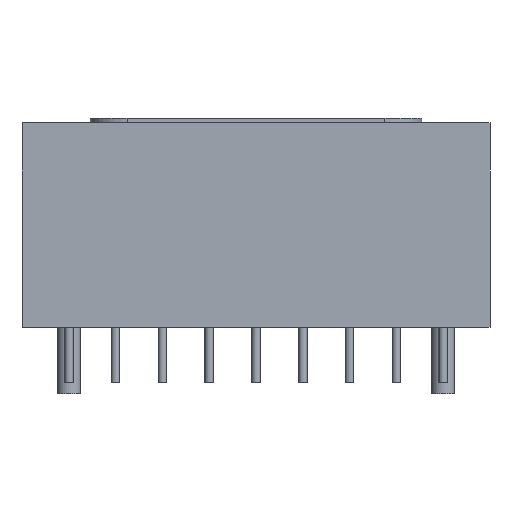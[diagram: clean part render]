
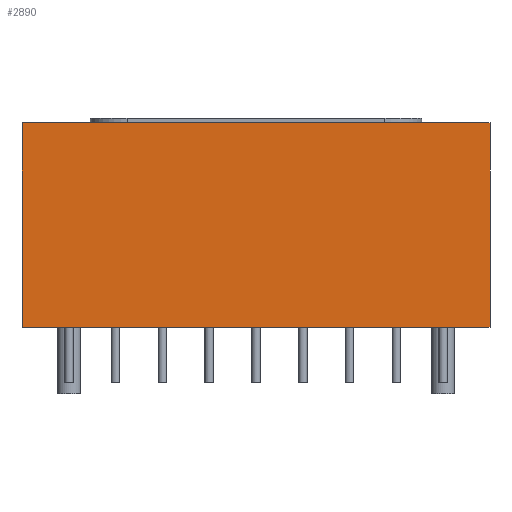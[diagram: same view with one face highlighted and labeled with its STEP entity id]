
A CAD part, front view. The second image highlights one B-rep face of the part: STEP entity #2890.
In plain terms, the highlighted planar face has unit normal (0, -1, 0).
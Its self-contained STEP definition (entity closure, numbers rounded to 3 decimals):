
#311=FACE_OUTER_BOUND($,#511,.T.);
#511=EDGE_LOOP($,(#2151,#2152,#2153,#2154));
#783=LINE($,#4645,#1055);
#804=LINE($,#4698,#1076);
#806=LINE($,#4702,#1078);
#807=LINE($,#4703,#1079);
#1055=VECTOR($,#3683,25.4);
#1076=VECTOR($,#3726,11.1);
#1078=VECTOR($,#3730,11.1);
#1079=VECTOR($,#3731,25.4);
#1363=VERTEX_POINT($,#4641);
#1364=VERTEX_POINT($,#4643);
#1385=VERTEX_POINT($,#4697);
#1386=VERTEX_POINT($,#4701);
#1659=EDGE_CURVE($,#1363,#1364,#783,.T.);
#1690=EDGE_CURVE($,#1385,#1363,#804,.T.);
#1692=EDGE_CURVE($,#1386,#1364,#806,.T.);
#1693=EDGE_CURVE($,#1385,#1386,#807,.T.);
#2151=ORIENTED_EDGE($,*,*,#1659,.T.);
#2152=ORIENTED_EDGE($,*,*,#1692,.F.);
#2153=ORIENTED_EDGE($,*,*,#1693,.F.);
#2154=ORIENTED_EDGE($,*,*,#1690,.T.);
#2740=PLANE($,#3171);
#2890=ADVANCED_FACE($,(#311),#2740,.F.);
#3171=AXIS2_PLACEMENT_3D($,#4700,#3728,#3729);
#3683=DIRECTION($,(1.,0.,0.));
#3726=DIRECTION($,(0.,0.,-1.));
#3728=DIRECTION('center_axis',(0.,1.,0.));
#3729=DIRECTION('ref_axis',(-1.,0.,0.));
#3730=DIRECTION($,(0.,0.,-1.));
#3731=DIRECTION($,(1.,0.,0.));
#4641=CARTESIAN_POINT('',(-12.7,-3.06,0.));
#4643=CARTESIAN_POINT('',(12.7,-3.06,0.));
#4645=CARTESIAN_POINT($,(12.7,-3.06,0.));
#4697=CARTESIAN_POINT('',(-12.7,-3.06,11.1));
#4698=CARTESIAN_POINT($,(-12.7,-3.06,12.));
#4700=CARTESIAN_POINT('Origin',(12.7,-3.06,12.));
#4701=CARTESIAN_POINT('',(12.7,-3.06,11.1));
#4702=CARTESIAN_POINT($,(12.7,-3.06,12.));
#4703=CARTESIAN_POINT($,(12.7,-3.06,11.1));
